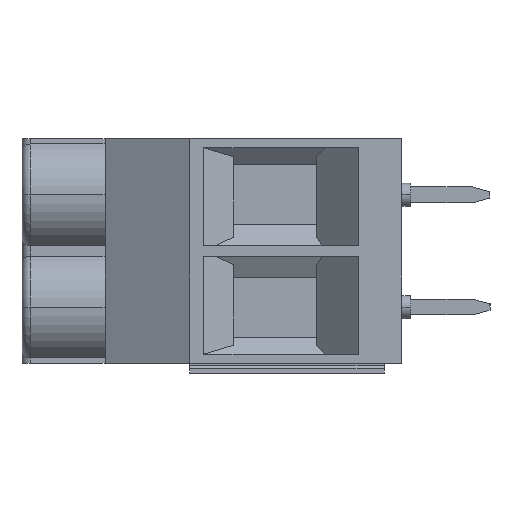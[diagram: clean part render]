
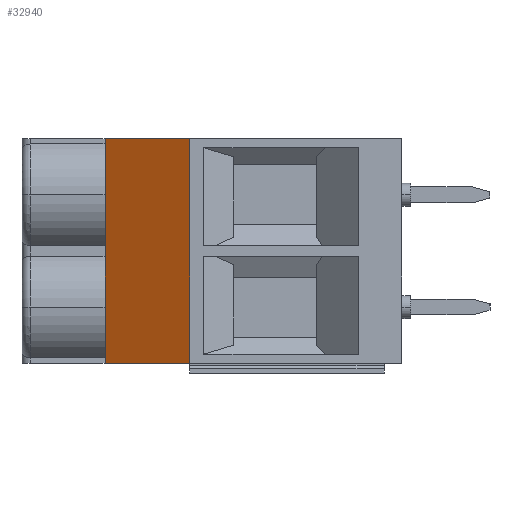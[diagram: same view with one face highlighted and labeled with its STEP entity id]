
A CAD part, left-side view. The second image highlights one B-rep face of the part: STEP entity #32940.
In plain terms, the highlighted planar face has unit normal (-0.866, 0.5, 0).
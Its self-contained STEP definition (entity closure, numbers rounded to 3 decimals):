
#10590=CARTESIAN_POINT('',(39.423,46.467
   ,0.));
#10600=VERTEX_POINT('',#10590);
#11070=CARTESIAN_POINT('',(39.423,46.467
   ,12.7));
#11080=VERTEX_POINT('',#11070);
#11110=CARTESIAN_POINT('',(39.423,46.467
   ,0.));
#11120=DIRECTION('',(0.,0.,
   -1.));
#11130=VECTOR('',#11120,1.);
#11140=LINE('',#11110,#11130);
#11150=EDGE_CURVE('',#11080,#10600,#11140,.T.);
#20160=CARTESIAN_POINT('',(39.702,46.95
   ,0.));
#20170=DIRECTION('',(-0.5,-0.866,
   0.));
#20180=VECTOR('',#20170,1.);
#20190=LINE('',#20160,#20180);
#20200=CARTESIAN_POINT('',(36.652,41.667
   ,0.));
#20210=VERTEX_POINT('',#20200);
#20220=EDGE_CURVE('',#10600,#20210,#20190,.T.);
#32710=CARTESIAN_POINT('',(36.652,41.667
   ,6.35));
#32720=DIRECTION('',(-0.866,0.5,
   0.));
#32730=DIRECTION('',(0.5,0.866,
   0.));
#32740=AXIS2_PLACEMENT_3D('',#32710,#32720,#32730);
#32750=PLANE('',#32740);
#32760=ORIENTED_EDGE('',*,*,#20220,.T.);
#32770=ORIENTED_EDGE('',*,*,#11150,.T.);
#32780=CARTESIAN_POINT('',(12.596,0.
   ,12.7));
#32790=DIRECTION('',(0.5,0.866,
   0.));
#32800=VECTOR('',#32790,1.);
#32810=LINE('',#32780,#32800);
#32820=CARTESIAN_POINT('',(36.652,41.667
   ,12.7));
#32830=VERTEX_POINT('',#32820);
#32840=EDGE_CURVE('',#32830,#11080,#32810,.T.);
#32850=ORIENTED_EDGE('',*,*,#32840,.T.);
#32860=CARTESIAN_POINT('',(36.652,41.667
   ,12.7));
#32870=DIRECTION('',(0.,0.,
   -1.));
#32880=VECTOR('',#32870,1.);
#32890=LINE('',#32860,#32880);
#32900=EDGE_CURVE('',#32830,#20210,#32890,.T.);
#32910=ORIENTED_EDGE('',*,*,#32900,.F.);
#32920=EDGE_LOOP('',(#32910,#32850,#32770,#32760));
#32930=FACE_OUTER_BOUND('',#32920,.T.);
#32940=ADVANCED_FACE('',(#32930),#32750,.T.);
